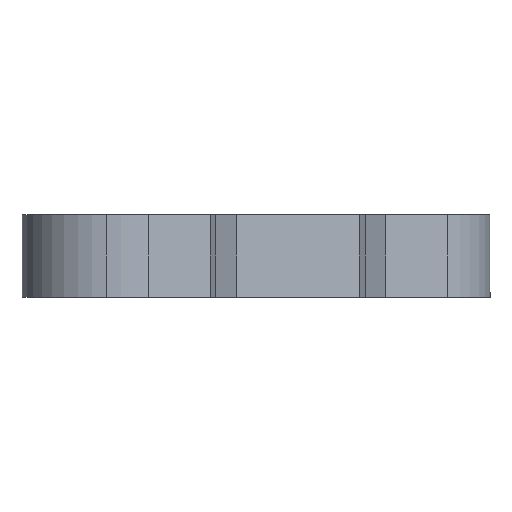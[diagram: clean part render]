
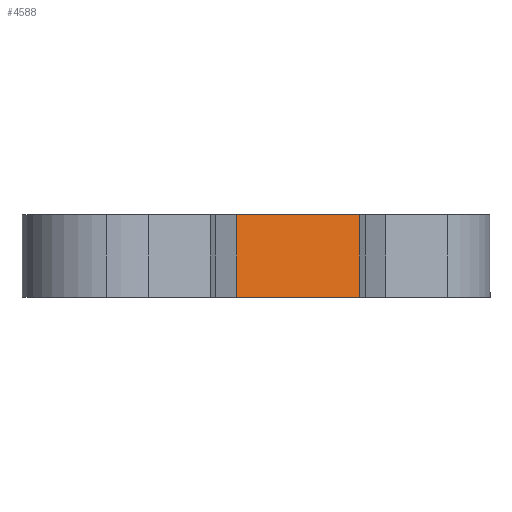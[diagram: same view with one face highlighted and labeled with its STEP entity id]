
A CAD part, left-side view. The second image highlights one B-rep face of the part: STEP entity #4588.
In plain terms, the highlighted planar face has unit normal (-0.866, -0.5, 0).
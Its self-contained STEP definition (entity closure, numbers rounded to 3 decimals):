
#35 = CARTESIAN_POINT ( 'NONE',  ( -9.131, 3.415, -3.05 ) ) ;
#210 = VECTOR ( 'NONE', #1162, 1000. ) ;
#244 = LINE ( 'NONE', #496, #210 ) ;
#496 = CARTESIAN_POINT ( 'NONE',  ( -18.069, 18.897, 3.05 ) ) ;
#600 = EDGE_LOOP ( 'NONE', ( #3140, #6536, #5783, #1859 ) ) ;
#1162 = DIRECTION ( 'NONE',  ( -0.5, 0.866, 0. ) ) ;
#1249 = CARTESIAN_POINT ( 'NONE',  ( -14.329, 12.418, 5.58 ) ) ;
#1729 = DIRECTION ( 'NONE',  ( -0.5, 0.866, 0. ) ) ;
#1859 = ORIENTED_EDGE ( 'NONE', *, *, #6696, .T. ) ;
#2905 = CARTESIAN_POINT ( 'NONE',  ( -14.329, 12.418, 3.05 ) ) ;
#3058 = CARTESIAN_POINT ( 'NONE',  ( -18.069, 18.897, -3.05 ) ) ;
#3140 = ORIENTED_EDGE ( 'NONE', *, *, #5921, .T. ) ;
#4219 = AXIS2_PLACEMENT_3D ( 'NONE', #5200, #4964, #4863 ) ;
#4588 = ADVANCED_FACE ( 'NONE', ( #6669 ), #5191, .T. ) ;
#4822 = LINE ( 'NONE', #8826, #4827 ) ;
#4827 = VECTOR ( 'NONE', #8720, 1000. ) ;
#4862 = VERTEX_POINT ( 'NONE', #7841 ) ;
#4863 = DIRECTION ( 'NONE',  ( 0.5, -0.866, 0. ) ) ;
#4897 = VECTOR ( 'NONE', #1729, 1000. ) ;
#4913 = LINE ( 'NONE', #3058, #4897 ) ;
#4964 = DIRECTION ( 'NONE',  ( -0.866, -0.5, 0. ) ) ;
#5022 = VECTOR ( 'NONE', #8175, 1000. ) ;
#5023 = VERTEX_POINT ( 'NONE', #6008 ) ;
#5100 = LINE ( 'NONE', #1249, #5022 ) ;
#5191 = PLANE ( 'NONE',  #4219 ) ;
#5200 = CARTESIAN_POINT ( 'NONE',  ( -18.069, 18.897, 64.152 ) ) ;
#5783 = ORIENTED_EDGE ( 'NONE', *, *, #5947, .F. ) ;
#5921 = EDGE_CURVE ( 'NONE', #7236, #4862, #5100, .T. ) ;
#5936 = EDGE_CURVE ( 'NONE', #6393, #4862, #4913, .T. ) ;
#5947 = EDGE_CURVE ( 'NONE', #5023, #6393, #4822, .T. ) ;
#6008 = CARTESIAN_POINT ( 'NONE',  ( -9.131, 3.415, 3.05 ) ) ;
#6393 = VERTEX_POINT ( 'NONE', #35 ) ;
#6536 = ORIENTED_EDGE ( 'NONE', *, *, #5936, .F. ) ;
#6669 = FACE_OUTER_BOUND ( 'NONE', #600, .T. ) ;
#6696 = EDGE_CURVE ( 'NONE', #5023, #7236, #244, .T. ) ;
#7236 = VERTEX_POINT ( 'NONE', #2905 ) ;
#7841 = CARTESIAN_POINT ( 'NONE',  ( -14.329, 12.418, -3.05 ) ) ;
#8175 = DIRECTION ( 'NONE',  ( 0., 0., -1. ) ) ;
#8720 = DIRECTION ( 'NONE',  ( 0., 0., -1. ) ) ;
#8826 = CARTESIAN_POINT ( 'NONE',  ( -9.131, 3.415, 5.58 ) ) ;
